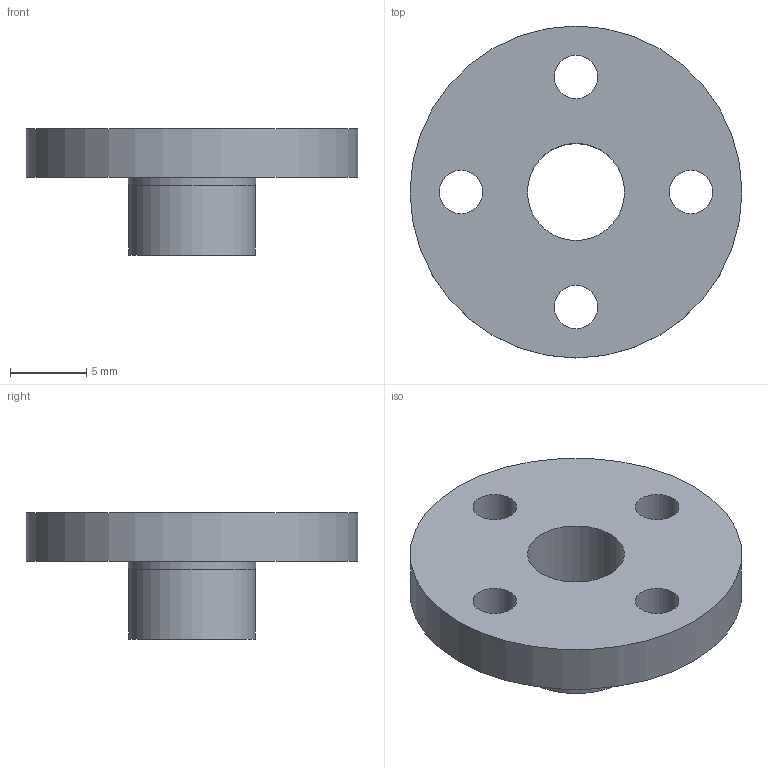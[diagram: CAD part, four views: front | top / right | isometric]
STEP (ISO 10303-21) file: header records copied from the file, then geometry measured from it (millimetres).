
FILE_DESCRIPTION(/* description */ (''),/* implementation_level */ '2;1');
FILE_NAME(/* name */ 'rod_baseimp.stp',/* time_stamp */ '2018-05-21T14:04:33-04:00',/* author */ ('moccafrap'),/* organization */ (''),/* preprocessor_version */ 'ST-DEVELOPER v16.1',/* originating_system */ 'Autodesk Inventor 2016',/* authorisation */ '');
FILE_SCHEMA (('AUTOMOTIVE_DESIGN { 1 0 10303 214 3 1 1 }'));
Length unit declared in the file: inch
Products named in the file (1): rod_base
Bounding box: 21.72 x 21.72 x 8.26 mm (x, y, z)
Volume: 1109.4 mm3; surface area: 1253.1 mm2
Topology: 1 solids, 1 shells, 11 faces, 25 edges, 17 vertices
Faces by surface type: cylinder 7, plane 3, cone 1
Full cylindrical faces by diameter (mm): 2.845 x4, 6.35 x1, 8.306 x1, 21.717 x1
Entity records: 317 total; most frequent: DIRECTION 54, CARTESIAN_POINT 42, EDGE_LOOP 30, ORIENTED_EDGE 30, AXIS2_PLACEMENT_3D 27, FACE_BOUND 19, CIRCLE 15, VERTEX_POINT 15
